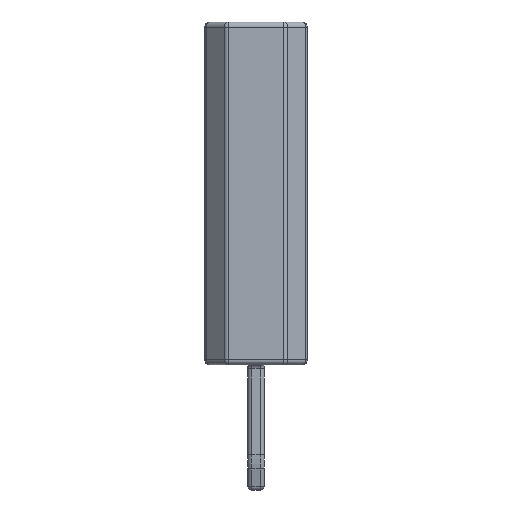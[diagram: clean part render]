
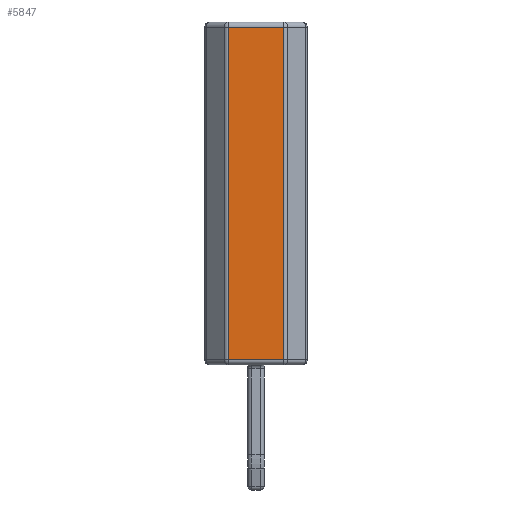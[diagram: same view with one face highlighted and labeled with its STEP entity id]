
A CAD part, left-side view. The second image highlights one B-rep face of the part: STEP entity #5847.
In plain terms, the highlighted planar face has unit normal (-1, 0, 0).
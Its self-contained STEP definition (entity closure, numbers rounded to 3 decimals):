
#5189 = CYLINDRICAL_SURFACE('',#5190,0.125);
#5190 = AXIS2_PLACEMENT_3D('',#5191,#5192,#5193);
#5191 = CARTESIAN_POINT('',(-1.145,0.692,0.));
#5192 = DIRECTION('',(0.,0.,1.));
#5193 = DIRECTION('',(-0.707,0.707,0.));
#5294 = VERTEX_POINT('',#5295);
#5295 = CARTESIAN_POINT('',(-1.27,0.692,0.125));
#5322 = EDGE_CURVE('',#5294,#5323,#5325,.T.);
#5323 = VERTEX_POINT('',#5324);
#5324 = CARTESIAN_POINT('',(-1.27,0.692,8.375));
#5325 = SURFACE_CURVE('',#5326,(#5330,#5337),.PCURVE_S1.);
#5326 = LINE('',#5327,#5328);
#5327 = CARTESIAN_POINT('',(-1.27,0.692,0.));
#5328 = VECTOR('',#5329,1.);
#5329 = DIRECTION('',(0.,0.,1.));
#5330 = PCURVE('',#5189,#5331);
#5331 = DEFINITIONAL_REPRESENTATION('',(#5332),#5336);
#5332 = LINE('',#5333,#5334);
#5333 = CARTESIAN_POINT('',(0.785,0.));
#5334 = VECTOR('',#5335,1.);
#5335 = DIRECTION('',(0.,1.));
#5336 = ( GEOMETRIC_REPRESENTATION_CONTEXT(2) 
PARAMETRIC_REPRESENTATION_CONTEXT() REPRESENTATION_CONTEXT('2D SPACE',''
  ) );
#5337 = PCURVE('',#5338,#5343);
#5338 = PLANE('',#5339);
#5339 = AXIS2_PLACEMENT_3D('',#5340,#5341,#5342);
#5340 = CARTESIAN_POINT('',(-1.27,-0.744,0.));
#5341 = DIRECTION('',(-1.,0.,0.));
#5342 = DIRECTION('',(0.,1.,0.));
#5343 = DEFINITIONAL_REPRESENTATION('',(#5344),#5348);
#5344 = LINE('',#5345,#5346);
#5345 = CARTESIAN_POINT('',(1.436,0.));
#5346 = VECTOR('',#5347,1.);
#5347 = DIRECTION('',(0.,-1.));
#5348 = ( GEOMETRIC_REPRESENTATION_CONTEXT(2) 
PARAMETRIC_REPRESENTATION_CONTEXT() REPRESENTATION_CONTEXT('2D SPACE',''
  ) );
#5552 = CYLINDRICAL_SURFACE('',#5553,0.125);
#5553 = AXIS2_PLACEMENT_3D('',#5554,#5555,#5556);
#5554 = CARTESIAN_POINT('',(-1.145,-0.744,8.375));
#5555 = DIRECTION('',(0.,1.,0.));
#5556 = DIRECTION('',(-1.,0.,0.));
#5834 = CYLINDRICAL_SURFACE('',#5835,0.125);
#5835 = AXIS2_PLACEMENT_3D('',#5836,#5837,#5838);
#5836 = CARTESIAN_POINT('',(-1.145,-0.744,0.125));
#5837 = DIRECTION('',(0.,1.,0.));
#5838 = DIRECTION('',(-1.,0.,0.));
#5847 = ADVANCED_FACE('',(#5848),#5338,.T.);
#5848 = FACE_BOUND('',#5849,.T.);
#5849 = EDGE_LOOP('',(#5850,#5873,#5874,#5897));
#5850 = ORIENTED_EDGE('',*,*,#5851,.T.);
#5851 = EDGE_CURVE('',#5852,#5323,#5854,.T.);
#5852 = VERTEX_POINT('',#5853);
#5853 = CARTESIAN_POINT('',(-1.27,-0.692,8.375));
#5854 = SURFACE_CURVE('',#5855,(#5859,#5866),.PCURVE_S1.);
#5855 = LINE('',#5856,#5857);
#5856 = CARTESIAN_POINT('',(-1.27,-0.744,8.375));
#5857 = VECTOR('',#5858,1.);
#5858 = DIRECTION('',(0.,1.,0.));
#5859 = PCURVE('',#5338,#5860);
#5860 = DEFINITIONAL_REPRESENTATION('',(#5861),#5865);
#5861 = LINE('',#5862,#5863);
#5862 = CARTESIAN_POINT('',(0.,-8.375));
#5863 = VECTOR('',#5864,1.);
#5864 = DIRECTION('',(1.,0.));
#5865 = ( GEOMETRIC_REPRESENTATION_CONTEXT(2) 
PARAMETRIC_REPRESENTATION_CONTEXT() REPRESENTATION_CONTEXT('2D SPACE',''
  ) );
#5866 = PCURVE('',#5552,#5867);
#5867 = DEFINITIONAL_REPRESENTATION('',(#5868),#5872);
#5868 = LINE('',#5869,#5870);
#5869 = CARTESIAN_POINT('',(0.,0.));
#5870 = VECTOR('',#5871,1.);
#5871 = DIRECTION('',(0.,1.));
#5872 = ( GEOMETRIC_REPRESENTATION_CONTEXT(2) 
PARAMETRIC_REPRESENTATION_CONTEXT() REPRESENTATION_CONTEXT('2D SPACE',''
  ) );
#5873 = ORIENTED_EDGE('',*,*,#5322,.F.);
#5874 = ORIENTED_EDGE('',*,*,#5875,.F.);
#5875 = EDGE_CURVE('',#5876,#5294,#5878,.T.);
#5876 = VERTEX_POINT('',#5877);
#5877 = CARTESIAN_POINT('',(-1.27,-0.692,0.125));
#5878 = SURFACE_CURVE('',#5879,(#5883,#5890),.PCURVE_S1.);
#5879 = LINE('',#5880,#5881);
#5880 = CARTESIAN_POINT('',(-1.27,-0.744,0.125));
#5881 = VECTOR('',#5882,1.);
#5882 = DIRECTION('',(0.,1.,0.));
#5883 = PCURVE('',#5338,#5884);
#5884 = DEFINITIONAL_REPRESENTATION('',(#5885),#5889);
#5885 = LINE('',#5886,#5887);
#5886 = CARTESIAN_POINT('',(0.,-0.125));
#5887 = VECTOR('',#5888,1.);
#5888 = DIRECTION('',(1.,0.));
#5889 = ( GEOMETRIC_REPRESENTATION_CONTEXT(2) 
PARAMETRIC_REPRESENTATION_CONTEXT() REPRESENTATION_CONTEXT('2D SPACE',''
  ) );
#5890 = PCURVE('',#5834,#5891);
#5891 = DEFINITIONAL_REPRESENTATION('',(#5892),#5896);
#5892 = LINE('',#5893,#5894);
#5893 = CARTESIAN_POINT('',(-0.,0.));
#5894 = VECTOR('',#5895,1.);
#5895 = DIRECTION('',(-0.,1.));
#5896 = ( GEOMETRIC_REPRESENTATION_CONTEXT(2) 
PARAMETRIC_REPRESENTATION_CONTEXT() REPRESENTATION_CONTEXT('2D SPACE',''
  ) );
#5897 = ORIENTED_EDGE('',*,*,#5898,.T.);
#5898 = EDGE_CURVE('',#5876,#5852,#5899,.T.);
#5899 = SURFACE_CURVE('',#5900,(#5904,#5911),.PCURVE_S1.);
#5900 = LINE('',#5901,#5902);
#5901 = CARTESIAN_POINT('',(-1.27,-0.692,0.));
#5902 = VECTOR('',#5903,1.);
#5903 = DIRECTION('',(0.,0.,1.));
#5904 = PCURVE('',#5338,#5905);
#5905 = DEFINITIONAL_REPRESENTATION('',(#5906),#5910);
#5906 = LINE('',#5907,#5908);
#5907 = CARTESIAN_POINT('',(0.052,0.));
#5908 = VECTOR('',#5909,1.);
#5909 = DIRECTION('',(0.,-1.));
#5910 = ( GEOMETRIC_REPRESENTATION_CONTEXT(2) 
PARAMETRIC_REPRESENTATION_CONTEXT() REPRESENTATION_CONTEXT('2D SPACE',''
  ) );
#5911 = PCURVE('',#5912,#5917);
#5912 = CYLINDRICAL_SURFACE('',#5913,0.125);
#5913 = AXIS2_PLACEMENT_3D('',#5914,#5915,#5916);
#5914 = CARTESIAN_POINT('',(-1.145,-0.692,0.));
#5915 = DIRECTION('',(0.,0.,1.));
#5916 = DIRECTION('',(-1.,0.,0.));
#5917 = DEFINITIONAL_REPRESENTATION('',(#5918),#5922);
#5918 = LINE('',#5919,#5920);
#5919 = CARTESIAN_POINT('',(0.,0.));
#5920 = VECTOR('',#5921,1.);
#5921 = DIRECTION('',(0.,1.));
#5922 = ( GEOMETRIC_REPRESENTATION_CONTEXT(2) 
PARAMETRIC_REPRESENTATION_CONTEXT() REPRESENTATION_CONTEXT('2D SPACE',''
  ) );
